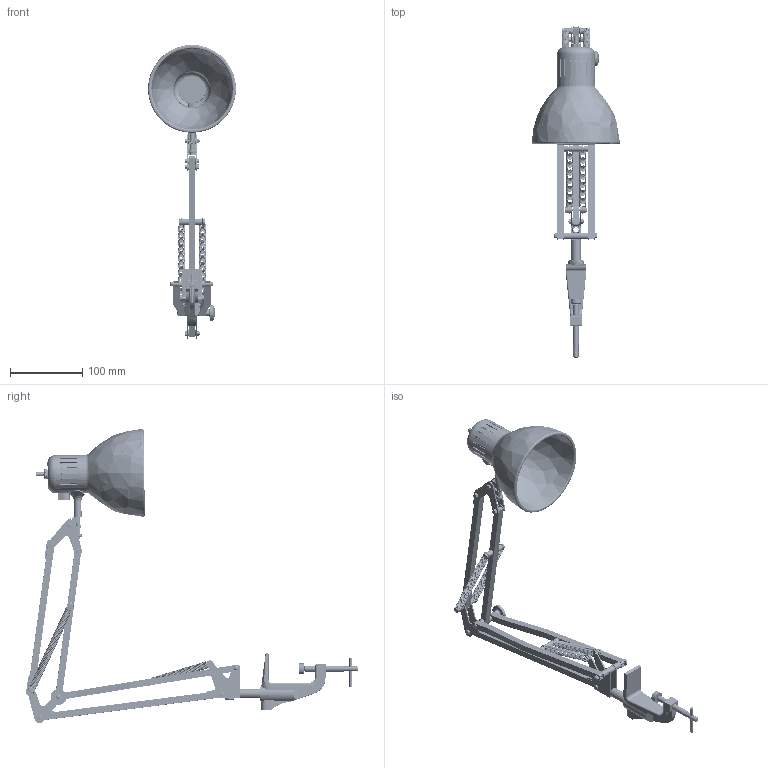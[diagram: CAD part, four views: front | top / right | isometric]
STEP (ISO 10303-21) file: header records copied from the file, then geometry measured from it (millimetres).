
FILE_DESCRIPTION(/* description */ (''),/* implementation_level */ '2;1');
FILE_NAME(/* name */ 'F810100xxxxxNE.stp',/* time_stamp */ '2020-01-23T12:03:40+01:00',/* author */ ('sghezzi'),/* organization */ (''),/* preprocessor_version */ 'ST-DEVELOPER v17.2',/* originating_system */ 'Autodesk Inventor 2019',/* authorisation */ '');
FILE_SCHEMA (('AUTOMOTIVE_DESIGN { 1 0 10303 214 3 1 1 }'));
Products named in the file (55): Assieme9; 8004; 007800402; 007800111; 062006000; 007800401; 007800020; 007800029; 065007300; 007800008; 007800007; 007800013; 007800414; 007800006; 003800000; 007800400; 007800026; 007800004; 007800002; 007800412; 007800019; 007800416; 007800418; 007800016; 007800024; 007800022; 007800003; 007800017; 007800046; 007800047; 007800014; 007800009; 065007481; 007800015; 006600075; 007800028; 005800000; 007800031; 065100705; 007800018 ...
Assembly tree (80 placements, depth 3):
  Assieme9
    8004
      007800402
      007800111
      062006000
      007800401
      007800020  x6
      007800029  x3
      065007300  x2
      007800008  x2
      007800007  x2
      007800013  x3
      007800414
      007800006  x3
      003800000  x4
      007800400
      007800026  x2
      007800004
      007800002  x2
      007800412  x2
      007800019
      007800416
      007800418
      007800016  x4
      007800024
      007800022
      007800003  x2
      007800017
      007800046
      007800047
      007800014
      007800009
      065007481
      007800015
      006600075
      007800028
      005800000
      007800031
      065100705
      007800018
      007800405  x2
      007800404  x2
      060009000
      063022100
      006800000
      050026000
    8101
      007810102 FUSIONE MORSETTO GREZZO4
      003800070
      007810106 
      007810107 RONDELLA PER TIRANTE 15x3
      007810108 
      007810110 
      003810100 FELTRO PANNOFIX PER MORSETTO 25X25X1
      003810101 FELTRO PER MOSETTO D.15X3 B.CO
Bounding box: 122 x 460.29 x 407.91 mm (x, y, z)
Volume: 238492.6 mm3; surface area: 261035.7 mm2
Topology: 78 solids, 78 shells, 1566 faces, 4126 edges, 2755 vertices
Faces by surface type: plane 851, cylinder 555, torus 53, cone 52, bspline 37, sphere 18
Full cylindrical faces by diameter (mm): 1 x8, 1.5 x2, 2.4 x1, 2.5 x1, 3 x7, 3.5 x1, 3.6 x6, 4 x28, 4.15 x1, 4.2 x14, 4.4 x1, 4.9 x2, 4.917 x1, 5 x33, 5.1 x8, 5.2 x2, 5.4 x1, 5.5 x1, 6 x14, 6.4 x1, 7 x7, 7.2 x1, 8 x18, 8.376 x1, 8.5 x4, 8.917 x1, 9 x4, 9.5 x1, 10 x8, 10.5 x1
Entity records: 67128 total; most frequent: CARTESIAN_POINT 32427, DIRECTION 7285, ORIENTED_EDGE 6436, EDGE_CURVE 3218, AXIS2_PLACEMENT_3D 2932, VERTEX_POINT 2121, CIRCLE 1539, EDGE_LOOP 1449
